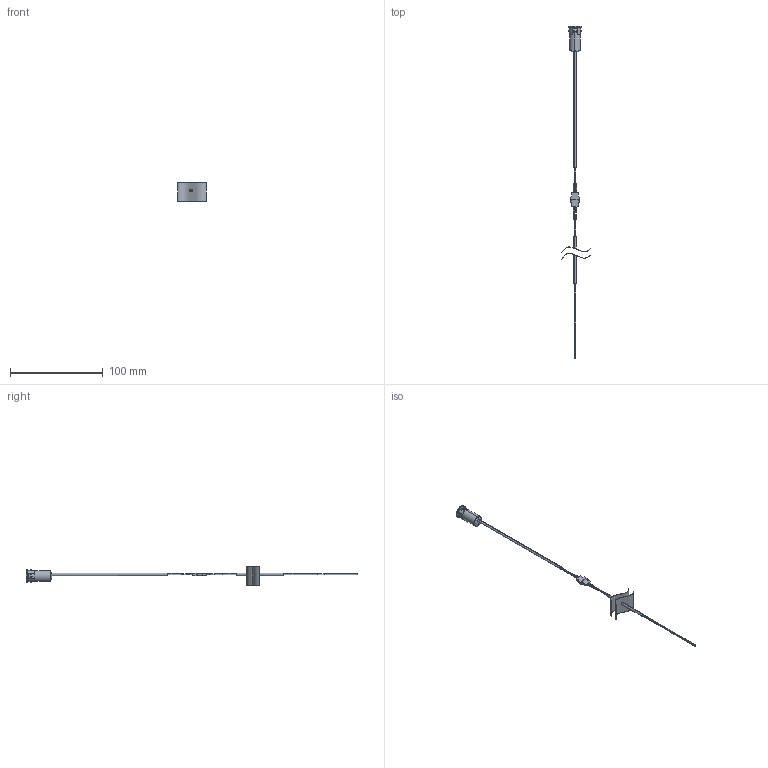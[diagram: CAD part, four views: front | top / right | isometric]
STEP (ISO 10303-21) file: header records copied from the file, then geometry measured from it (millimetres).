
FILE_DESCRIPTION (( 'STEP AP214' ), '1' );
FILE_NAME ('HBRX15NCCON.STEP', '2023-05-31T03:42:31', ( '' ), ( '' ), 'SwSTEP 2.0', 'SolidWorks 2021', '' );
FILE_SCHEMA (( 'AUTOMOTIVE_DESIGN' ));
Length unit declared in the file: millimetre
Products named in the file (1): HBRX15NCCON
Bounding box: 31.09 x 357.8 x 20 mm (x, y, z)
Volume: 4607.6 mm3; surface area: 7878.4 mm2
Topology: 26 solids, 26 shells, 229 faces, 501 edges, 328 vertices
Faces by surface type: plane 92, cylinder 84, bspline 18, cone 17, torus 14, sphere 4
Entity records: 7890 total; most frequent: CARTESIAN_POINT 2619, DIRECTION 1021, ORIENTED_EDGE 1002, EDGE_CURVE 501, AXIS2_PLACEMENT_3D 394, VERTEX_POINT 328, EDGE_LOOP 235, VECTOR 233
